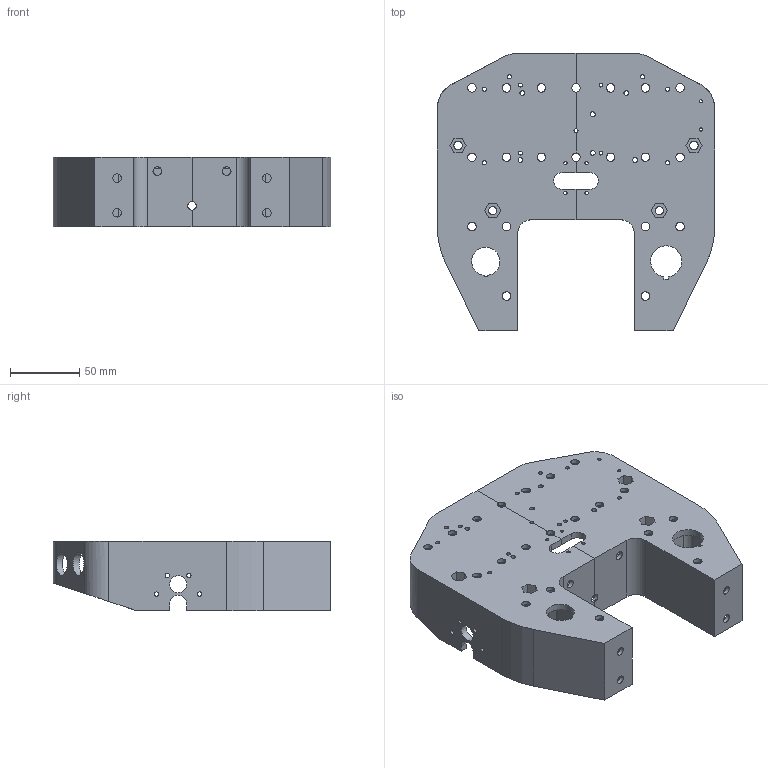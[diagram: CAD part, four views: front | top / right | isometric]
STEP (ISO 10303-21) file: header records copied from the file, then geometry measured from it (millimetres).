
FILE_DESCRIPTION(('FreeCAD Model'),'2;1');
FILE_NAME('Open CASCADE Shape Model','2023-10-03T09:13:11',(''),(''), 'Open CASCADE STEP processor 7.5','FreeCAD','Unknown');
FILE_SCHEMA(('AUTOMOTIVE_DESIGN { 1 0 10303 214 1 1 1 1 }'));
Length unit declared in the file: millimetre
Products named in the file (2): mainchassis; Body
Assembly tree (1 placements, depth 2):
  mainchassis
    Body
Bounding box: 200 x 200 x 50 mm (x, y, z)
Volume: 380435.5 mm3; surface area: 148280.5 mm2
Topology: 1 solids, 1 shells, 601 faces, 1790 edges, 1198 vertices
Faces by surface type: plane 383, cylinder 124, extrusion 94
Full cylindrical faces by diameter (mm): 1 x12, 2.4 x6, 2.8 x4, 2.9 x6, 3.1 x8, 3.4 x6, 6 x6, 6.1 x26, 6.2 x2, 12.2 x2, 16.5 x6
Entity records: 47690 total; most frequent: CARTESIAN_POINT 13078, DIRECTION 5879, VECTOR 4118, LINE 4024, ORIENTED_EDGE 3580, PCURVE 3580, DEFINITIONAL_REPRESENTATION 3580, EDGE_CURVE 1790
